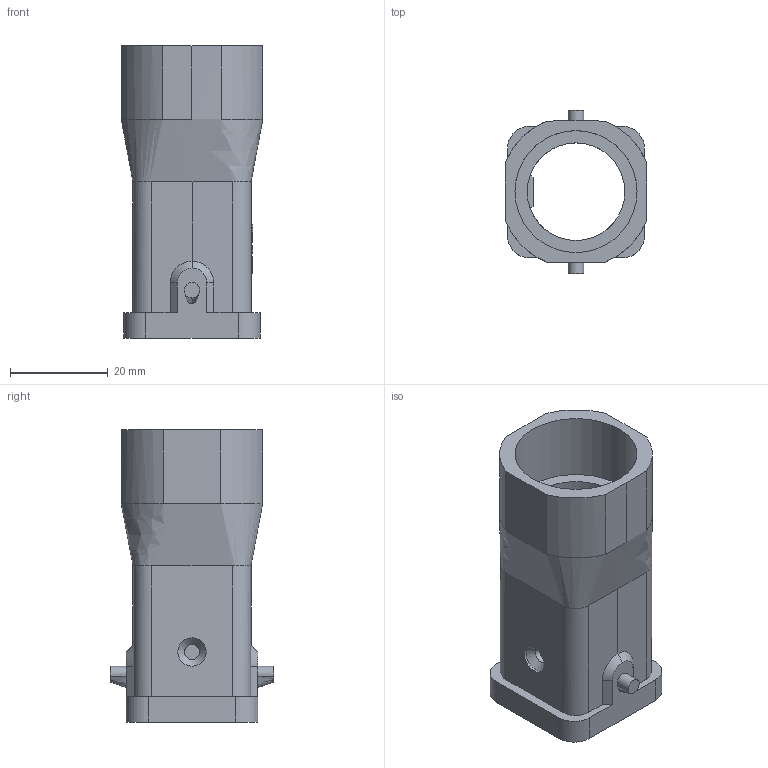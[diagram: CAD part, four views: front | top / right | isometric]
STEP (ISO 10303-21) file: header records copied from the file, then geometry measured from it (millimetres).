
FILE_DESCRIPTION(/* description */ (''),/* implementation_level */ '2;1');
FILE_NAME(/* name */ '100580573ugm000_d.stp',/* time_stamp */ '2020-03-03T11:02:30+01:00',/* author */ (''),/* organization */ (''),/* preprocessor_version */ 'ST-DEVELOPER v16.7',/* originating_system */ 'SIEMENS PLM Software NX 12.0',/* authorisation */ '');
FILE_SCHEMA (('AUTOMOTIVE_DESIGN { 1 0 10303 214 3 1 1 1 }'));
Length unit declared in the file: millimetre
Products named in the file (1): 100580573ugm000_d
Bounding box: 29 x 33.4 x 59.85 mm (x, y, z)
Volume: 11543.3 mm3; surface area: 11619.9 mm2
Topology: 1 solids, 1 shells, 198 faces, 525 edges, 349 vertices
Faces by surface type: plane 153, cylinder 25, bspline 10, extrusion 9, cone 1
Full cylindrical faces by diameter (mm): 0.753 x1, 0.986 x1, 3.1 x1, 5.8 x1, 20 x1, 25 x1
Entity records: 7926 total; most frequent: CARTESIAN_POINT 2420, ORIENTED_EDGE 1024, DIRECTION 856, EDGE_CURVE 512, VECTOR 406, LINE 397, VERTEX_POINT 343, EDGE_LOOP 229
